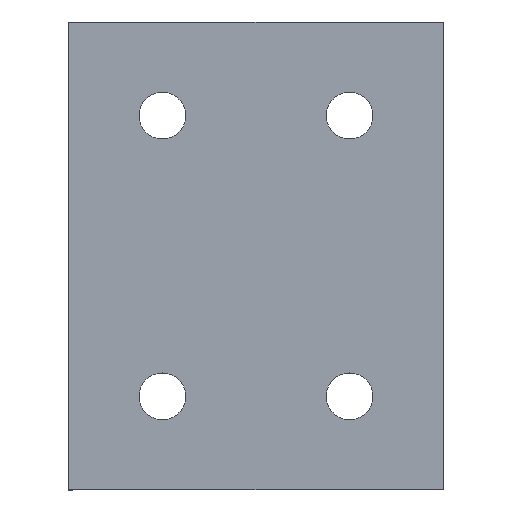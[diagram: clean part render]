
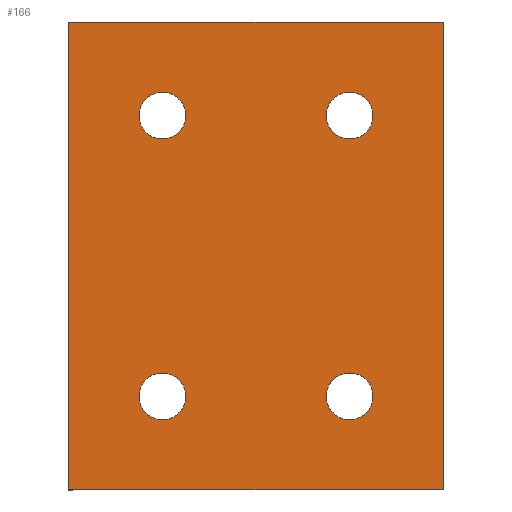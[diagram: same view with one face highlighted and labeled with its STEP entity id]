
A CAD part, top view. The second image highlights one B-rep face of the part: STEP entity #166.
In plain terms, the highlighted planar face has unit normal (0, 0, 1).
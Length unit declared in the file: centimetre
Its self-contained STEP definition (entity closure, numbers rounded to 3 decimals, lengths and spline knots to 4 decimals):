
#11 = LINE ( 'NONE', #519, #40 ) ;
#12 = LINE ( 'NONE', #97, #196 ) ;
#15 = CIRCLE ( 'NONE', #590, 0.5 ) ;
#40 = VECTOR ( 'NONE', #534, 100. ) ;
#41 = CARTESIAN_POINT ( 'NONE',  ( -4., 5., 0.7 ) ) ;
#48 = EDGE_CURVE ( 'NONE', #863, #303, #11, .T. ) ;
#61 = VERTEX_POINT ( 'NONE', #78 ) ;
#67 = VERTEX_POINT ( 'NONE', #803 ) ;
#76 = CIRCLE ( 'NONE', #324, 0.5 ) ;
#78 = CARTESIAN_POINT ( 'NONE',  ( 2.5, 3., 0.7 ) ) ;
#81 = CIRCLE ( 'NONE', #613, 0.5 ) ;
#89 = DIRECTION ( 'NONE',  ( -1., 0., 0. ) ) ;
#97 = CARTESIAN_POINT ( 'NONE',  ( 4., -5., 0.7 ) ) ;
#104 = DIRECTION ( 'NONE',  ( 0., 0., -1. ) ) ;
#110 = CARTESIAN_POINT ( 'NONE',  ( -4., -5., 0.7 ) ) ;
#113 = EDGE_CURVE ( 'NONE', #176, #67, #12, .T. ) ;
#117 = ORIENTED_EDGE ( 'NONE', *, *, #558, .T. ) ;
#121 = CARTESIAN_POINT ( 'NONE',  ( 2., 3., 0.7 ) ) ;
#138 = EDGE_CURVE ( 'NONE', #61, #726, #76, .T. ) ;
#139 = EDGE_LOOP ( 'NONE', ( #361, #318 ) ) ;
#141 = DIRECTION ( 'NONE',  ( 0., 0., -1. ) ) ;
#144 = AXIS2_PLACEMENT_3D ( 'NONE', #743, #751, #89 ) ;
#151 = ORIENTED_EDGE ( 'NONE', *, *, #48, .T. ) ;
#159 = AXIS2_PLACEMENT_3D ( 'NONE', #121, #893, #400 ) ;
#166 = ADVANCED_FACE ( 'NONE', ( #607, #817, #543, #538, #821 ), #169, .T. ) ;
#169 = PLANE ( 'NONE',  #469 ) ;
#173 = CIRCLE ( 'NONE', #827, 0.5 ) ;
#174 = EDGE_LOOP ( 'NONE', ( #873, #151, #202, #890 ) ) ;
#176 = VERTEX_POINT ( 'NONE', #734 ) ;
#187 = EDGE_CURVE ( 'NONE', #487, #753, #15, .T. ) ;
#192 = LINE ( 'NONE', #635, #405 ) ;
#195 = DIRECTION ( 'NONE',  ( 0., 1., 0. ) ) ;
#196 = VECTOR ( 'NONE', #884, 100. ) ;
#201 = EDGE_CURVE ( 'NONE', #753, #487, #173, .T. ) ;
#202 = ORIENTED_EDGE ( 'NONE', *, *, #259, .T. ) ;
#237 = DIRECTION ( 'NONE',  ( 0., 0., -1. ) ) ;
#257 = EDGE_CURVE ( 'NONE', #726, #61, #576, .T. ) ;
#259 = EDGE_CURVE ( 'NONE', #303, #176, #548, .T. ) ;
#270 = DIRECTION ( 'NONE',  ( -1., 0., 0. ) ) ;
#288 = VECTOR ( 'NONE', #409, 100. ) ;
#295 = DIRECTION ( 'NONE',  ( 0., 0., -1. ) ) ;
#301 = CARTESIAN_POINT ( 'NONE',  ( 2., -3., 0.7 ) ) ;
#303 = VERTEX_POINT ( 'NONE', #41 ) ;
#310 = CIRCLE ( 'NONE', #467, 0.5 ) ;
#318 = ORIENTED_EDGE ( 'NONE', *, *, #138, .T. ) ;
#324 = AXIS2_PLACEMENT_3D ( 'NONE', #386, #237, #593 ) ;
#328 = EDGE_CURVE ( 'NONE', #67, #863, #192, .T. ) ;
#331 = DIRECTION ( 'NONE',  ( 0., 0., -1. ) ) ;
#361 = ORIENTED_EDGE ( 'NONE', *, *, #257, .T. ) ;
#366 = CARTESIAN_POINT ( 'NONE',  ( -1.5, -3., 0.7 ) ) ;
#386 = CARTESIAN_POINT ( 'NONE',  ( 2., 3., 0.7 ) ) ;
#396 = DIRECTION ( 'NONE',  ( 1., 0., 0. ) ) ;
#400 = DIRECTION ( 'NONE',  ( -1., 0., 0. ) ) ;
#405 = VECTOR ( 'NONE', #195, 100. ) ;
#407 = CARTESIAN_POINT ( 'NONE',  ( -2.5, 3., 0.7 ) ) ;
#409 = DIRECTION ( 'NONE',  ( 0., -1., 0. ) ) ;
#464 = DIRECTION ( 'NONE',  ( 0., 0., 1. ) ) ;
#467 = AXIS2_PLACEMENT_3D ( 'NONE', #818, #104, #880 ) ;
#469 = AXIS2_PLACEMENT_3D ( 'NONE', #824, #464, #756 ) ;
#474 = DIRECTION ( 'NONE',  ( 0., 0., -1. ) ) ;
#477 = CARTESIAN_POINT ( 'NONE',  ( 1.5, -3., 0.7 ) ) ;
#487 = VERTEX_POINT ( 'NONE', #583 ) ;
#489 = CARTESIAN_POINT ( 'NONE',  ( -1.5, 3., 0.7 ) ) ;
#508 = EDGE_LOOP ( 'NONE', ( #717, #685 ) ) ;
#513 = VERTEX_POINT ( 'NONE', #536 ) ;
#519 = CARTESIAN_POINT ( 'NONE',  ( 4., 5., 0.7 ) ) ;
#522 = CARTESIAN_POINT ( 'NONE',  ( -2., 3., 0.7 ) ) ;
#523 = EDGE_CURVE ( 'NONE', #711, #610, #310, .T. ) ;
#530 = VERTEX_POINT ( 'NONE', #366 ) ;
#532 = ORIENTED_EDGE ( 'NONE', *, *, #831, .T. ) ;
#534 = DIRECTION ( 'NONE',  ( -1., 0., 0. ) ) ;
#536 = CARTESIAN_POINT ( 'NONE',  ( -2.5, -3., 0.7 ) ) ;
#538 = FACE_BOUND ( 'NONE', #508, .T. ) ;
#543 = FACE_BOUND ( 'NONE', #758, .T. ) ;
#548 = LINE ( 'NONE', #110, #288 ) ;
#558 = EDGE_CURVE ( 'NONE', #513, #530, #562, .T. ) ;
#562 = CIRCLE ( 'NONE', #144, 0.5 ) ;
#568 = EDGE_CURVE ( 'NONE', #610, #711, #681, .T. ) ;
#576 = CIRCLE ( 'NONE', #159, 0.5 ) ;
#582 = CARTESIAN_POINT ( 'NONE',  ( -2., -3., 0.7 ) ) ;
#583 = CARTESIAN_POINT ( 'NONE',  ( 2.5, -3., 0.7 ) ) ;
#590 = AXIS2_PLACEMENT_3D ( 'NONE', #301, #474, #844 ) ;
#593 = DIRECTION ( 'NONE',  ( -1., 0., 0. ) ) ;
#607 = FACE_OUTER_BOUND ( 'NONE', #174, .T. ) ;
#610 = VERTEX_POINT ( 'NONE', #489 ) ;
#613 = AXIS2_PLACEMENT_3D ( 'NONE', #582, #141, #270 ) ;
#617 = CARTESIAN_POINT ( 'NONE',  ( 2., -3., 0.7 ) ) ;
#635 = CARTESIAN_POINT ( 'NONE',  ( 4., -5., 0.7 ) ) ;
#638 = ORIENTED_EDGE ( 'NONE', *, *, #187, .T. ) ;
#662 = CARTESIAN_POINT ( 'NONE',  ( 4., 5., 0.7 ) ) ;
#674 = DIRECTION ( 'NONE',  ( 1., 0., 0. ) ) ;
#681 = CIRCLE ( 'NONE', #705, 0.5 ) ;
#685 = ORIENTED_EDGE ( 'NONE', *, *, #568, .T. ) ;
#705 = AXIS2_PLACEMENT_3D ( 'NONE', #522, #295, #674 ) ;
#711 = VERTEX_POINT ( 'NONE', #407 ) ;
#717 = ORIENTED_EDGE ( 'NONE', *, *, #523, .T. ) ;
#726 = VERTEX_POINT ( 'NONE', #738 ) ;
#734 = CARTESIAN_POINT ( 'NONE',  ( -4., -5., 0.7 ) ) ;
#738 = CARTESIAN_POINT ( 'NONE',  ( 1.5, 3., 0.7 ) ) ;
#743 = CARTESIAN_POINT ( 'NONE',  ( -2., -3., 0.7 ) ) ;
#751 = DIRECTION ( 'NONE',  ( 0., 0., -1. ) ) ;
#753 = VERTEX_POINT ( 'NONE', #477 ) ;
#756 = DIRECTION ( 'NONE',  ( 1., 0., 0. ) ) ;
#758 = EDGE_LOOP ( 'NONE', ( #117, #532 ) ) ;
#803 = CARTESIAN_POINT ( 'NONE',  ( 4., -5., 0.7 ) ) ;
#806 = ORIENTED_EDGE ( 'NONE', *, *, #201, .T. ) ;
#817 = FACE_BOUND ( 'NONE', #879, .T. ) ;
#818 = CARTESIAN_POINT ( 'NONE',  ( -2., 3., 0.7 ) ) ;
#821 = FACE_BOUND ( 'NONE', #139, .T. ) ;
#824 = CARTESIAN_POINT ( 'NONE',  ( 0., 0., 0.7 ) ) ;
#827 = AXIS2_PLACEMENT_3D ( 'NONE', #617, #331, #396 ) ;
#831 = EDGE_CURVE ( 'NONE', #530, #513, #81, .T. ) ;
#844 = DIRECTION ( 'NONE',  ( 1., 0., 0. ) ) ;
#863 = VERTEX_POINT ( 'NONE', #662 ) ;
#873 = ORIENTED_EDGE ( 'NONE', *, *, #328, .T. ) ;
#879 = EDGE_LOOP ( 'NONE', ( #806, #638 ) ) ;
#880 = DIRECTION ( 'NONE',  ( 1., 0., 0. ) ) ;
#884 = DIRECTION ( 'NONE',  ( 1., 0., 0. ) ) ;
#890 = ORIENTED_EDGE ( 'NONE', *, *, #113, .T. ) ;
#893 = DIRECTION ( 'NONE',  ( 0., 0., -1. ) ) ;
